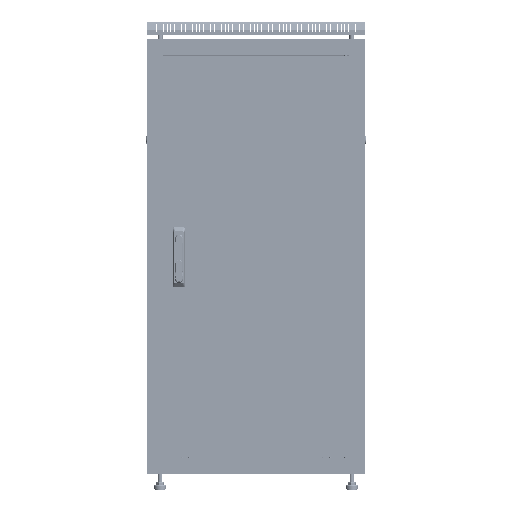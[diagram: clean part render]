
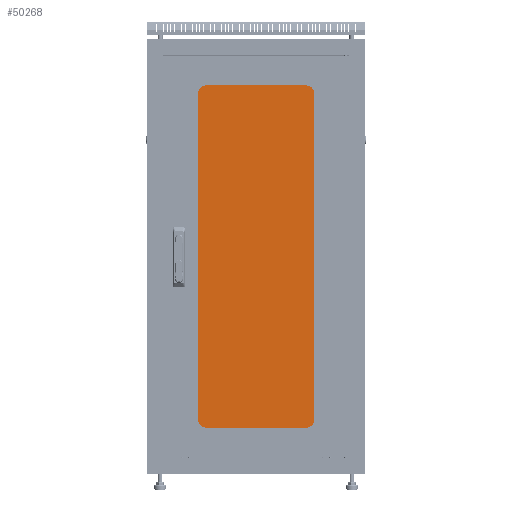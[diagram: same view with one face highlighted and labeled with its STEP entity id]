
A CAD part, top view. The second image highlights one B-rep face of the part: STEP entity #50268.
In plain terms, the highlighted planar face has unit normal (0, 0, 1).
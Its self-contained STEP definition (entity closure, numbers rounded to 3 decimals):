
#3183 = CARTESIAN_POINT ( 'NONE',  ( 180., -549.05, 4. ) ) ;
#3458 = DIRECTION ( 'NONE',  ( 1., 0., 0. ) ) ;
#9952 = LINE ( 'NONE', #76427, #11262 ) ;
#11262 = VECTOR ( 'NONE', #24634, 1000. ) ;
#11755 = EDGE_LOOP ( 'NONE', ( #107694, #72486, #25900, #44861 ) ) ;
#15121 = FACE_OUTER_BOUND ( 'NONE', #11755, .T. ) ;
#19740 = CARTESIAN_POINT ( 'NONE',  ( -180., 549.05, 4. ) ) ;
#24634 = DIRECTION ( 'NONE',  ( -1., 0., 0. ) ) ;
#25900 = ORIENTED_EDGE ( 'NONE', *, *, #44910, .T. ) ;
#30286 = VECTOR ( 'NONE', #33143, 1000. ) ;
#31219 = DIRECTION ( 'NONE',  ( 1., 0., 0. ) ) ;
#33143 = DIRECTION ( 'NONE',  ( 0., 1., 0. ) ) ;
#36871 = DIRECTION ( 'NONE',  ( 0., 0., 1. ) ) ;
#37365 = VECTOR ( 'NONE', #31219, 1000. ) ;
#38776 = VERTEX_POINT ( 'NONE', #89494 ) ;
#42152 = LINE ( 'NONE', #89950, #109251 ) ;
#44735 = VERTEX_POINT ( 'NONE', #3183 ) ;
#44861 = ORIENTED_EDGE ( 'NONE', *, *, #107636, .T. ) ;
#44910 = EDGE_CURVE ( 'NONE', #44735, #67218, #62552, .T. ) ;
#49442 = VERTEX_POINT ( 'NONE', #19740 ) ;
#50268 = ADVANCED_FACE ( 'NONE', ( #15121 ), #96862, .T. ) ;
#58043 = DIRECTION ( 'NONE',  ( 0., -1., 0. ) ) ;
#62393 = CARTESIAN_POINT ( 'NONE',  ( 180., 549.05, 4. ) ) ;
#62552 = LINE ( 'NONE', #102903, #30286 ) ;
#67218 = VERTEX_POINT ( 'NONE', #62393 ) ;
#72486 = ORIENTED_EDGE ( 'NONE', *, *, #74373, .T. ) ;
#74373 = EDGE_CURVE ( 'NONE', #38776, #44735, #80372, .T. ) ;
#76427 = CARTESIAN_POINT ( 'NONE',  ( 180., 549.05, 4. ) ) ;
#77549 = AXIS2_PLACEMENT_3D ( 'NONE', #80042, #36871, #3458 ) ;
#80042 = CARTESIAN_POINT ( 'NONE',  ( 0., 0., 4. ) ) ;
#80372 = LINE ( 'NONE', #83765, #37365 ) ;
#83765 = CARTESIAN_POINT ( 'NONE',  ( 180., -549.05, 4. ) ) ;
#89494 = CARTESIAN_POINT ( 'NONE',  ( -180., -549.05, 4. ) ) ;
#89950 = CARTESIAN_POINT ( 'NONE',  ( -180., -549.05, 4. ) ) ;
#89958 = EDGE_CURVE ( 'NONE', #49442, #38776, #42152, .T. ) ;
#96862 = PLANE ( 'NONE',  #77549 ) ;
#102903 = CARTESIAN_POINT ( 'NONE',  ( 180., -549.05, 4. ) ) ;
#107636 = EDGE_CURVE ( 'NONE', #67218, #49442, #9952, .T. ) ;
#107694 = ORIENTED_EDGE ( 'NONE', *, *, #89958, .T. ) ;
#109251 = VECTOR ( 'NONE', #58043, 1000. ) ;
